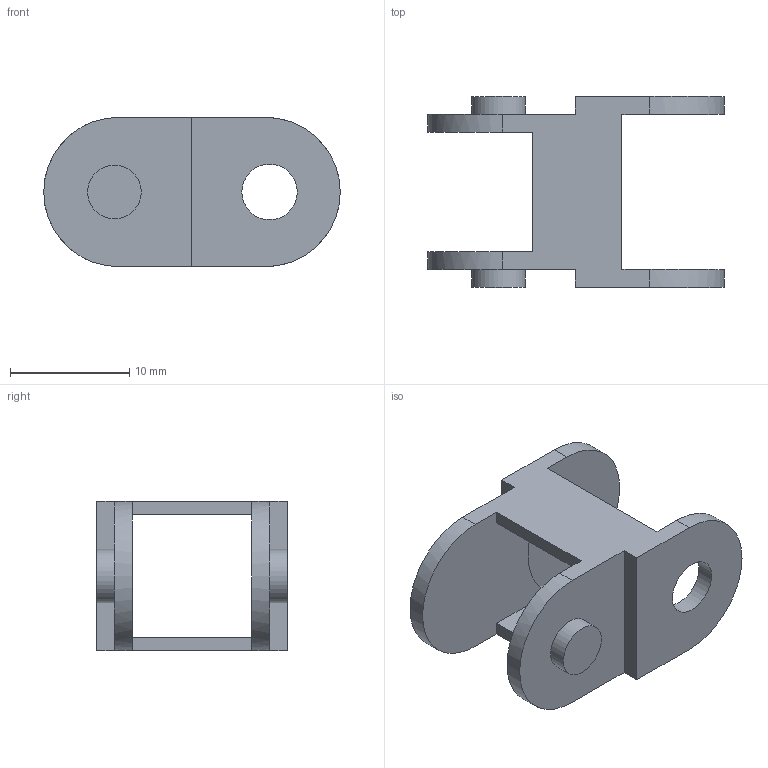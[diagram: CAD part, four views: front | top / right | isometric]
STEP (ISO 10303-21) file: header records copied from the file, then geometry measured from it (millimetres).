
FILE_DESCRIPTION(('FreeCAD Model'),'2;1');
FILE_NAME('cable-chain-link-25_5x16x12_5mm.step', '2015-01-04T14:35:41',('FreeCAD'),('FreeCAD'), 'Open CASCADE STEP processor 6.7','FreeCAD','Unknown');
FILE_SCHEMA(('AUTOMOTIVE_DESIGN_CC2 { 1 2 10303 214 -1 1 5 4 }'));
Length unit declared in the file: millimetre
Products named in the file (1): cable-chain-link-1
Bounding box: 24.85 x 16 x 12.5 mm (x, y, z)
Volume: 1033.1 mm3; surface area: 1728.5 mm2
Topology: 1 solids, 1 shells, 29 faces, 90 edges, 64 vertices
Faces by surface type: plane 20, cylinder 9
Full cylindrical faces by diameter (mm): 4.5 x2, 4.65 x2
Entity records: 2268 total; most frequent: CARTESIAN_POINT 520, DIRECTION 311, ORIENTED_EDGE 180, PCURVE 180, DEFINITIONAL_REPRESENTATION 180, LINE 176, VECTOR 176, EDGE_CURVE 90
